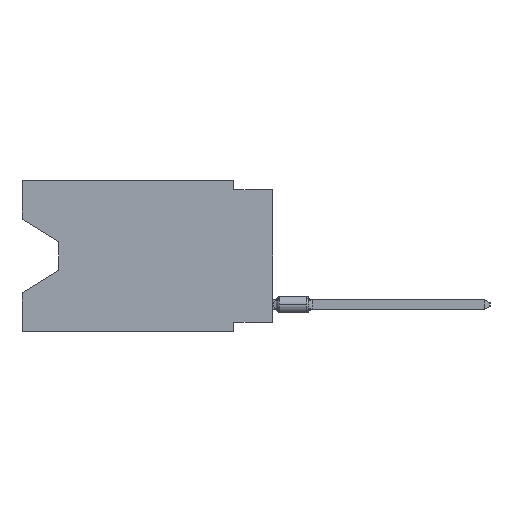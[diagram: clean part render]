
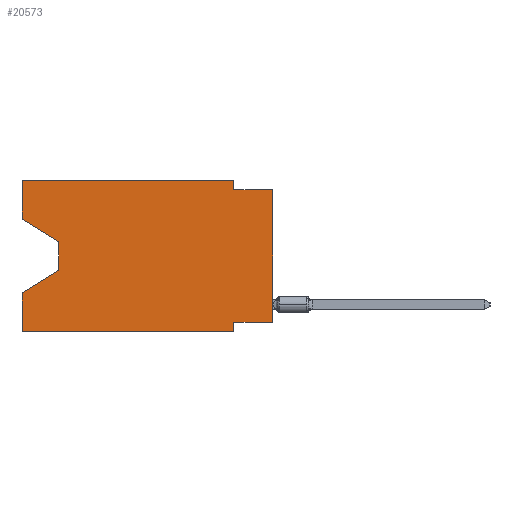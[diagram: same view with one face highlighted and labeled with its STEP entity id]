
A CAD part, left-side view. The second image highlights one B-rep face of the part: STEP entity #20573.
In plain terms, the highlighted planar face has unit normal (-1, 0, 0).
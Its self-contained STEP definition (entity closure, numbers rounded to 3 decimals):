
#79 = DIRECTION ( 'NONE',  ( 0., 1., 0. ) ) ;
#684 = VERTEX_POINT ( 'NONE', #48246 ) ;
#955 = VECTOR ( 'NONE', #26403, 1000. ) ;
#1765 = EDGE_CURVE ( 'NONE', #684, #4166, #47079, .T. ) ;
#1844 = CARTESIAN_POINT ( 'NONE',  ( 0., 16.383, -2.546 ) ) ;
#2624 = DIRECTION ( 'NONE',  ( 0., 0., 1. ) ) ;
#2810 = EDGE_CURVE ( 'NONE', #8425, #15914, #44472, .T. ) ;
#2875 = LINE ( 'NONE', #52231, #11110 ) ;
#3989 = ORIENTED_EDGE ( 'NONE', *, *, #41320, .T. ) ;
#4166 = VERTEX_POINT ( 'NONE', #43804 ) ;
#4800 = VERTEX_POINT ( 'NONE', #51326 ) ;
#4844 = DIRECTION ( 'NONE',  ( 0., -1., 0. ) ) ;
#5357 = EDGE_CURVE ( 'NONE', #50198, #23852, #2875, .T. ) ;
#7101 = DIRECTION ( 'NONE',  ( 0., 0., -1. ) ) ;
#7443 = ORIENTED_EDGE ( 'NONE', *, *, #5357, .F. ) ;
#7813 = LINE ( 'NONE', #29897, #11777 ) ;
#7898 = VECTOR ( 'NONE', #13365, 1000. ) ;
#7920 = CARTESIAN_POINT ( 'NONE',  ( 0., 2.54, -9.906 ) ) ;
#8425 = VERTEX_POINT ( 'NONE', #20077 ) ;
#8959 = ORIENTED_EDGE ( 'NONE', *, *, #12240, .T. ) ;
#9859 = EDGE_CURVE ( 'NONE', #50198, #15914, #7813, .T. ) ;
#10285 = LINE ( 'NONE', #1844, #15509 ) ;
#11058 = DIRECTION ( 'NONE',  ( 0., 0., 1. ) ) ;
#11110 = VECTOR ( 'NONE', #11058, 1000. ) ;
#11566 = VECTOR ( 'NONE', #79, 1000. ) ;
#11777 = VECTOR ( 'NONE', #46510, 1000. ) ;
#12004 = EDGE_CURVE ( 'NONE', #27556, #47759, #46292, .T. ) ;
#12240 = EDGE_CURVE ( 'NONE', #20138, #47759, #31571, .T. ) ;
#12365 = AXIS2_PLACEMENT_3D ( 'NONE', #14144, #43869, #30807 ) ;
#12742 = CARTESIAN_POINT ( 'NONE',  ( 0., 16.383, 0. ) ) ;
#12997 = CARTESIAN_POINT ( 'NONE',  ( 0., 13.97, -5.893 ) ) ;
#13191 = CARTESIAN_POINT ( 'NONE',  ( 0., 2.54, -0.635 ) ) ;
#13365 = DIRECTION ( 'NONE',  ( 0., 0., -1. ) ) ;
#13483 = ORIENTED_EDGE ( 'NONE', *, *, #17919, .F. ) ;
#14144 = CARTESIAN_POINT ( 'NONE',  ( 0., 16.383, 0. ) ) ;
#14323 = ORIENTED_EDGE ( 'NONE', *, *, #31790, .F. ) ;
#14950 = FACE_OUTER_BOUND ( 'NONE', #48179, .T. ) ;
#15195 = ORIENTED_EDGE ( 'NONE', *, *, #34031, .F. ) ;
#15488 = LINE ( 'NONE', #36492, #49509 ) ;
#15509 = VECTOR ( 'NONE', #35389, 1000. ) ;
#15914 = VERTEX_POINT ( 'NONE', #47960 ) ;
#16149 = ORIENTED_EDGE ( 'NONE', *, *, #22061, .T. ) ;
#16182 = LINE ( 'NONE', #52959, #11566 ) ;
#16435 = CARTESIAN_POINT ( 'NONE',  ( 0., 13.97, -4.013 ) ) ;
#17919 = EDGE_CURVE ( 'NONE', #4166, #4800, #15488, .T. ) ;
#19617 = CARTESIAN_POINT ( 'NONE',  ( 0., 0., -0.635 ) ) ;
#19829 = ORIENTED_EDGE ( 'NONE', *, *, #1765, .F. ) ;
#20077 = CARTESIAN_POINT ( 'NONE',  ( 0., 2.54, -9.271 ) ) ;
#20138 = VERTEX_POINT ( 'NONE', #37348 ) ;
#20573 = ADVANCED_FACE ( 'NONE', ( #14950 ), #51759, .F. ) ;
#21681 = VECTOR ( 'NONE', #23822, 1000. ) ;
#22061 = EDGE_CURVE ( 'NONE', #36206, #23852, #53915, .T. ) ;
#23392 = CARTESIAN_POINT ( 'NONE',  ( 0., 0., 0. ) ) ;
#23503 = VERTEX_POINT ( 'NONE', #16435 ) ;
#23822 = DIRECTION ( 'NONE',  ( 0., 0., -1. ) ) ;
#23852 = VERTEX_POINT ( 'NONE', #44973 ) ;
#24497 = ORIENTED_EDGE ( 'NONE', *, *, #44416, .T. ) ;
#26403 = DIRECTION ( 'NONE',  ( 0., 0., 1. ) ) ;
#27556 = VERTEX_POINT ( 'NONE', #13191 ) ;
#29897 = CARTESIAN_POINT ( 'NONE',  ( 0., 16.383, -9.906 ) ) ;
#30807 = DIRECTION ( 'NONE',  ( 0., 0., -1. ) ) ;
#31571 = LINE ( 'NONE', #23392, #33701 ) ;
#31790 = EDGE_CURVE ( 'NONE', #20138, #8425, #16182, .T. ) ;
#33701 = VECTOR ( 'NONE', #2624, 1000. ) ;
#34031 = EDGE_CURVE ( 'NONE', #4800, #27556, #44243, .T. ) ;
#34216 = CARTESIAN_POINT ( 'NONE',  ( 0., 16.383, -9.906 ) ) ;
#35389 = DIRECTION ( 'NONE',  ( 0., -0.855, -0.519 ) ) ;
#36206 = VERTEX_POINT ( 'NONE', #49728 ) ;
#36492 = CARTESIAN_POINT ( 'NONE',  ( 0., 16.383, 0. ) ) ;
#37348 = CARTESIAN_POINT ( 'NONE',  ( 0., 0., -9.271 ) ) ;
#37679 = LINE ( 'NONE', #50733, #7898 ) ;
#38136 = CARTESIAN_POINT ( 'NONE',  ( 0., 0., -0.635 ) ) ;
#39060 = ORIENTED_EDGE ( 'NONE', *, *, #2810, .F. ) ;
#39734 = VECTOR ( 'NONE', #4844, 1000. ) ;
#41104 = VECTOR ( 'NONE', #7101, 1000. ) ;
#41320 = EDGE_CURVE ( 'NONE', #23503, #36206, #37679, .T. ) ;
#43804 = CARTESIAN_POINT ( 'NONE',  ( 0., 16.383, 0. ) ) ;
#43869 = DIRECTION ( 'NONE',  ( 1., 0., 0. ) ) ;
#44243 = LINE ( 'NONE', #44509, #21681 ) ;
#44416 = EDGE_CURVE ( 'NONE', #684, #23503, #10285, .T. ) ;
#44472 = LINE ( 'NONE', #7920, #41104 ) ;
#44509 = CARTESIAN_POINT ( 'NONE',  ( 0., 2.54, 0. ) ) ;
#44973 = CARTESIAN_POINT ( 'NONE',  ( 0., 16.383, -7.36 ) ) ;
#45640 = VECTOR ( 'NONE', #50631, 1000. ) ;
#46292 = LINE ( 'NONE', #38136, #39734 ) ;
#46510 = DIRECTION ( 'NONE',  ( 0., -1., 0. ) ) ;
#47079 = LINE ( 'NONE', #12742, #955 ) ;
#47759 = VERTEX_POINT ( 'NONE', #19617 ) ;
#47960 = CARTESIAN_POINT ( 'NONE',  ( 0., 2.54, -9.906 ) ) ;
#48179 = EDGE_LOOP ( 'NONE', ( #24497, #3989, #16149, #7443, #51173, #39060, #14323, #8959, #51728, #15195, #13483, #19829 ) ) ;
#48246 = CARTESIAN_POINT ( 'NONE',  ( 0., 16.383, -2.546 ) ) ;
#49509 = VECTOR ( 'NONE', #53085, 1000. ) ;
#49728 = CARTESIAN_POINT ( 'NONE',  ( 0., 13.97, -5.893 ) ) ;
#50198 = VERTEX_POINT ( 'NONE', #34216 ) ;
#50631 = DIRECTION ( 'NONE',  ( 0., 0.855, -0.519 ) ) ;
#50733 = CARTESIAN_POINT ( 'NONE',  ( 0., 13.97, -4.013 ) ) ;
#51173 = ORIENTED_EDGE ( 'NONE', *, *, #9859, .T. ) ;
#51326 = CARTESIAN_POINT ( 'NONE',  ( 0., 2.54, 0. ) ) ;
#51728 = ORIENTED_EDGE ( 'NONE', *, *, #12004, .F. ) ;
#51759 = PLANE ( 'NONE',  #12365 ) ;
#52231 = CARTESIAN_POINT ( 'NONE',  ( 0., 16.383, 0. ) ) ;
#52959 = CARTESIAN_POINT ( 'NONE',  ( 0., 0., -9.271 ) ) ;
#53085 = DIRECTION ( 'NONE',  ( 0., -1., 0. ) ) ;
#53915 = LINE ( 'NONE', #12997, #45640 ) ;
